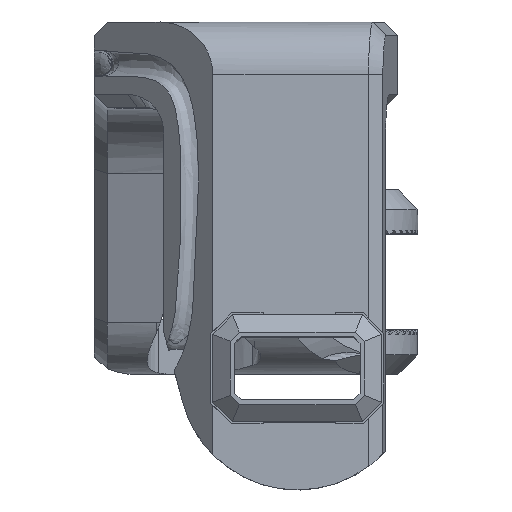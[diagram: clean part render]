
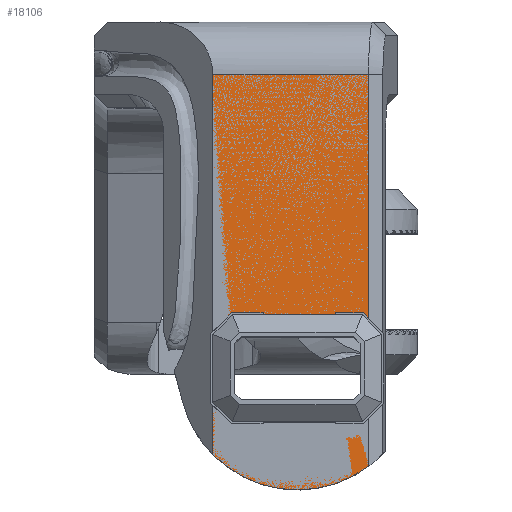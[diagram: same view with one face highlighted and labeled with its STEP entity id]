
A CAD part, top view. The second image highlights one B-rep face of the part: STEP entity #18106.
In plain terms, the highlighted planar face has unit normal (0, 0, 1).
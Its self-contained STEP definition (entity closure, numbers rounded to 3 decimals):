
#646=CIRCLE('',#19145,18.);
#1143=PLANE('',#19144);
#1615=FACE_OUTER_BOUND('',#2634,.T.);
#2634=EDGE_LOOP('',(#12297,#12298,#12299,#12300,#12301,#12302,#12303,#12304,
#12305,#12306,#12307,#12308));
#3778=LINE('',#24543,#5157);
#3779=LINE('',#24545,#5158);
#3780=LINE('',#24547,#5159);
#3781=LINE('',#24549,#5160);
#3782=LINE('',#24553,#5161);
#3783=LINE('',#24555,#5162);
#3784=LINE('',#24557,#5163);
#3785=LINE('',#24559,#5164);
#3786=LINE('',#24561,#5165);
#3787=LINE('',#24563,#5166);
#3788=LINE('',#24564,#5167);
#5157=VECTOR('',#20482,10.);
#5158=VECTOR('',#20483,10.);
#5159=VECTOR('',#20484,10.);
#5160=VECTOR('',#20485,10.);
#5161=VECTOR('',#20488,10.);
#5162=VECTOR('',#20489,10.);
#5163=VECTOR('',#20490,10.);
#5164=VECTOR('',#20491,10.);
#5165=VECTOR('',#20492,10.);
#5166=VECTOR('',#20493,10.);
#5167=VECTOR('',#20494,10.);
#7456=VERTEX_POINT('',#24541);
#7457=VERTEX_POINT('',#24542);
#7458=VERTEX_POINT('',#24544);
#7459=VERTEX_POINT('',#24546);
#7460=VERTEX_POINT('',#24548);
#7461=VERTEX_POINT('',#24550);
#7462=VERTEX_POINT('',#24552);
#7463=VERTEX_POINT('',#24554);
#7464=VERTEX_POINT('',#24556);
#7465=VERTEX_POINT('',#24558);
#7466=VERTEX_POINT('',#24560);
#7467=VERTEX_POINT('',#24562);
#9354=EDGE_CURVE('',#7456,#7457,#3778,.T.);
#9355=EDGE_CURVE('',#7458,#7456,#3779,.T.);
#9356=EDGE_CURVE('',#7459,#7458,#3780,.T.);
#9357=EDGE_CURVE('',#7459,#7460,#3781,.T.);
#9358=EDGE_CURVE('',#7460,#7461,#646,.T.);
#9359=EDGE_CURVE('',#7462,#7461,#3782,.T.);
#9360=EDGE_CURVE('',#7463,#7462,#3783,.T.);
#9361=EDGE_CURVE('',#7464,#7463,#3784,.T.);
#9362=EDGE_CURVE('',#7465,#7464,#3785,.T.);
#9363=EDGE_CURVE('',#7466,#7465,#3786,.T.);
#9364=EDGE_CURVE('',#7467,#7466,#3787,.T.);
#9365=EDGE_CURVE('',#7457,#7467,#3788,.T.);
#12297=ORIENTED_EDGE('',*,*,#9354,.F.);
#12298=ORIENTED_EDGE('',*,*,#9355,.F.);
#12299=ORIENTED_EDGE('',*,*,#9356,.F.);
#12300=ORIENTED_EDGE('',*,*,#9357,.T.);
#12301=ORIENTED_EDGE('',*,*,#9358,.T.);
#12302=ORIENTED_EDGE('',*,*,#9359,.F.);
#12303=ORIENTED_EDGE('',*,*,#9360,.F.);
#12304=ORIENTED_EDGE('',*,*,#9361,.F.);
#12305=ORIENTED_EDGE('',*,*,#9362,.F.);
#12306=ORIENTED_EDGE('',*,*,#9363,.F.);
#12307=ORIENTED_EDGE('',*,*,#9364,.F.);
#12308=ORIENTED_EDGE('',*,*,#9365,.F.);
#18106=ADVANCED_FACE('',(#1615),#1143,.T.);
#19144=AXIS2_PLACEMENT_3D('',#24540,#20480,#20481);
#19145=AXIS2_PLACEMENT_3D('',#24551,#20486,#20487);
#20480=DIRECTION('center_axis',(0.,0.,
1.));
#20481=DIRECTION('ref_axis',(-1.,0.,0.));
#20482=DIRECTION('',(-0.707,0.707,0.));
#20483=DIRECTION('',(0.,-1.,0.));
#20484=DIRECTION('',(1.,0.,0.));
#20485=DIRECTION('',(0.,-1.,0.));
#20486=DIRECTION('center_axis',(0.,0.,
1.));
#20487=DIRECTION('ref_axis',(0.926,-0.377,0.));
#20488=DIRECTION('',(0.,-1.,0.));
#20489=DIRECTION('',(0.707,0.707,0.));
#20490=DIRECTION('',(1.,0.,0.));
#20491=DIRECTION('',(0.707,-0.707,0.));
#20492=DIRECTION('',(0.,-1.,0.));
#20493=DIRECTION('',(-0.707,-0.707,0.));
#20494=DIRECTION('',(-1.,0.,0.));
#24540=CARTESIAN_POINT('Origin',(105.337,-96.66,-70.135));
#24541=CARTESIAN_POINT('',(103.337,-142.042,-70.135));
#24542=CARTESIAN_POINT('',(102.404,-141.109,-70.135));
#24543=CARTESIAN_POINT('',(103.804,-142.509,-70.135));
#24544=CARTESIAN_POINT('',(103.337,-104.66,-70.135));
#24545=CARTESIAN_POINT('',(103.337,-96.66,-70.135));
#24546=CARTESIAN_POINT('',(79.727,-104.66,-70.135));
#24547=CARTESIAN_POINT('',(61.73,-104.66,-70.135));
#24548=CARTESIAN_POINT('',(79.727,-162.255,-70.135));
#24549=CARTESIAN_POINT('',(79.727,-96.66,-70.135));
#24550=CARTESIAN_POINT('',(103.337,-164.009,-70.135));
#24551=CARTESIAN_POINT('Origin',(92.537,-149.609,-70.135));
#24552=CARTESIAN_POINT('',(103.337,-156.376,-70.135));
#24553=CARTESIAN_POINT('',(103.337,-96.66,-70.135));
#24554=CARTESIAN_POINT('',(102.404,-157.309,-70.135));
#24555=CARTESIAN_POINT('',(93.087,-166.626,-70.135));
#24556=CARTESIAN_POINT('',(82.67,-157.309,-70.135));
#24557=CARTESIAN_POINT('',(93.501,-157.309,-70.135));
#24558=CARTESIAN_POINT('',(79.737,-154.376,-70.135));
#24559=CARTESIAN_POINT('',(87.1,-161.739,-70.135));
#24560=CARTESIAN_POINT('',(79.737,-144.042,-70.135));
#24561=CARTESIAN_POINT('',(79.737,-155.876,-70.135));
#24562=CARTESIAN_POINT('',(82.67,-141.109,-70.135));
#24563=CARTESIAN_POINT('',(79.316,-144.463,-70.135));
#24564=CARTESIAN_POINT('',(103.368,-141.109,-70.135));
